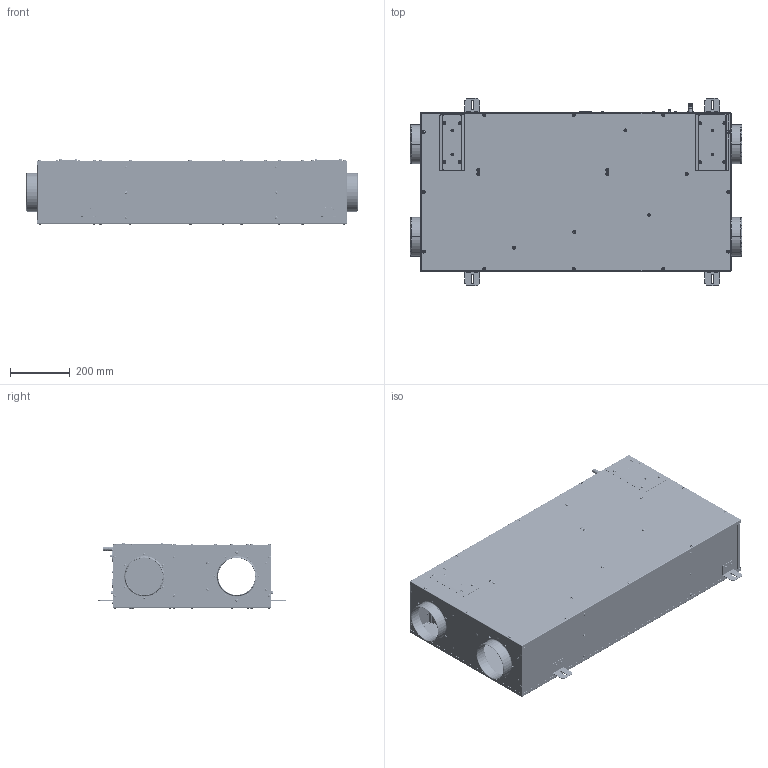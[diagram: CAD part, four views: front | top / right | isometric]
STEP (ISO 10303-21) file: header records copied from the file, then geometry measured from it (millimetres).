
FILE_DESCRIPTION(('CATIA V5 STEP Exchange','CAx-IF Rec.Pracs.--- Model Styling and Organization---1.4--- 2014-01-23','CAx-IF Rec.Pracs.---3D Tessellated Data Validation Properties---0.5---2014-09-14'),'2;1');
FILE_NAME('STEP_AIR111000_150_-_TST.stp','2021-05-07T13:57:59+00:00',('none'),('none'),'CATIA Version 5-6 Release 2019 SP3','CATIA V5 STEP AP242 v1','none');
FILE_SCHEMA(('AP242_MANAGED_MODEL_BASED_3D_ENGINEERING_MIM_LF {1 0 10303 442 1 1 4}'));
Products named in the file (1): AIR111000 150 - TST
Bounding box: 1110.4 x 628.4 x 220.71 mm (x, y, z)
Volume: 4397151.3 mm3; surface area: 4263116.7 mm2
Topology: 2 solids, 46 shells, 5221 faces, 13188 edges, 8355 vertices
Faces by surface type: plane 2337, cylinder 1722, torus 606, cone 522, sphere 34
Entity records: 154120 total; most frequent: CARTESIAN_POINT 39791, ORIENTED_EDGE 26164, DIRECTION 18326, EDGE_CURVE 13082, AXIS2_PLACEMENT_3D 8386, VERTEX_POINT 8351, VECTOR 6178, LINE 6178
